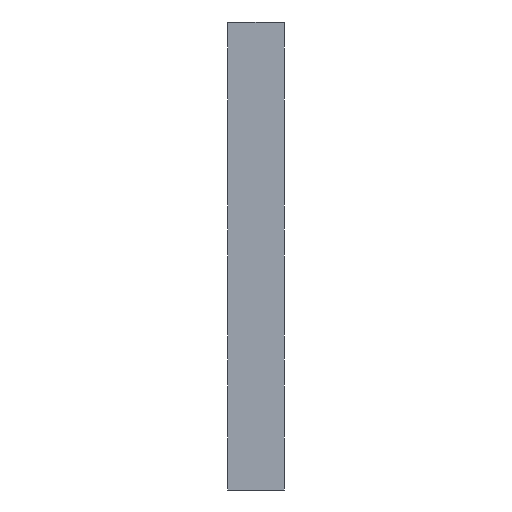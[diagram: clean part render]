
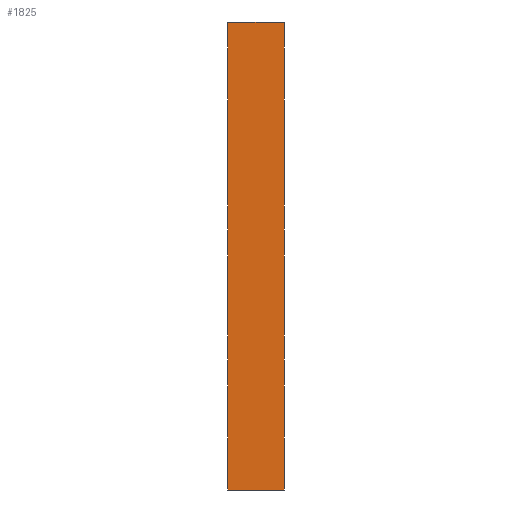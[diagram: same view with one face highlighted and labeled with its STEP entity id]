
A CAD part, front view. The second image highlights one B-rep face of the part: STEP entity #1825.
In plain terms, the highlighted planar face has unit normal (0, -1, 0).
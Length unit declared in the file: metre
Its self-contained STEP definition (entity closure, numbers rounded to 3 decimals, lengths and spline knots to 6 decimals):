
#1825 = ADVANCED_FACE( '', ( #4458 ), #4459, .T. );
#4458 = FACE_OUTER_BOUND( '', #7916, .T. );
#4459 = PLANE( '', #7917 );
#7916 = EDGE_LOOP( '', ( #14064, #14065, #14066, #14067 ) );
#7917 = AXIS2_PLACEMENT_3D( '', #14068, #14069, #14070 );
#14064 = ORIENTED_EDGE( '', *, *, #24892, .F. );
#14065 = ORIENTED_EDGE( '', *, *, #25421, .F. );
#14066 = ORIENTED_EDGE( '', *, *, #26012, .T. );
#14067 = ORIENTED_EDGE( '', *, *, #26013, .F. );
#14068 = CARTESIAN_POINT( '', ( 0., 0., -0.2 ) );
#14069 = DIRECTION( '', ( 0., -1., 0. ) );
#14070 = DIRECTION( '', ( -1., 0., 0. ) );
#24892 = EDGE_CURVE( '', #31398, #31400, #31401, .T. );
#25421 = EDGE_CURVE( '', #32303, #31398, #32305, .T. );
#26012 = EDGE_CURVE( '', #32303, #33260, #33261, .T. );
#26013 = EDGE_CURVE( '', #31400, #33260, #33262, .T. );
#31398 = VERTEX_POINT( '', #41329 );
#31400 = VERTEX_POINT( '', #41332 );
#31401 = LINE( '', #41333, #41334 );
#32303 = VERTEX_POINT( '', #42806 );
#32305 = LINE( '', #42809, #42810 );
#33260 = VERTEX_POINT( '', #44536 );
#33261 = LINE( '', #44537, #44538 );
#33262 = LINE( '', #44539, #44540 );
#41329 = CARTESIAN_POINT( '', ( 0.015, 0., -0.25 ) );
#41332 = CARTESIAN_POINT( '', ( -0.015, 0., -0.25 ) );
#41333 = CARTESIAN_POINT( '', ( 0., 0., -0.25 ) );
#41334 = VECTOR( '', #53807, 1. );
#42806 = CARTESIAN_POINT( '', ( 0.015, 0., 0. ) );
#42809 = CARTESIAN_POINT( '', ( 0.015, 0., -0.2 ) );
#42810 = VECTOR( '', #54527, 1. );
#44536 = CARTESIAN_POINT( '', ( -0.015, 0., 0. ) );
#44537 = CARTESIAN_POINT( '', ( 0.015, 0., 0. ) );
#44538 = VECTOR( '', #55232, 1. );
#44539 = CARTESIAN_POINT( '', ( -0.015, 0., -0.3 ) );
#44540 = VECTOR( '', #55233, 1. );
#53807 = DIRECTION( '', ( -1., 0., 0. ) );
#54527 = DIRECTION( '', ( 0., 0., -1. ) );
#55232 = DIRECTION( '', ( -1., 0., 0. ) );
#55233 = DIRECTION( '', ( 0., 0., 1. ) );
